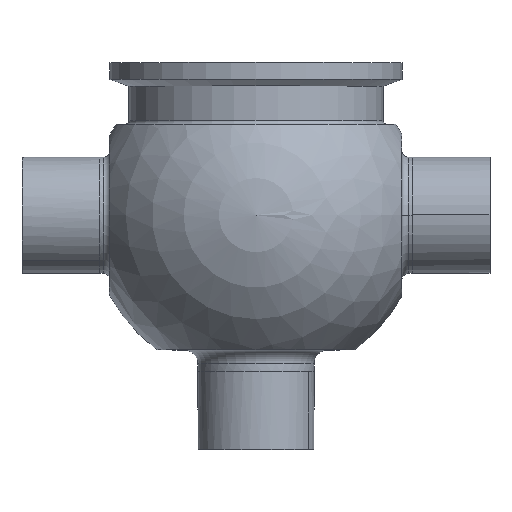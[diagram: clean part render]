
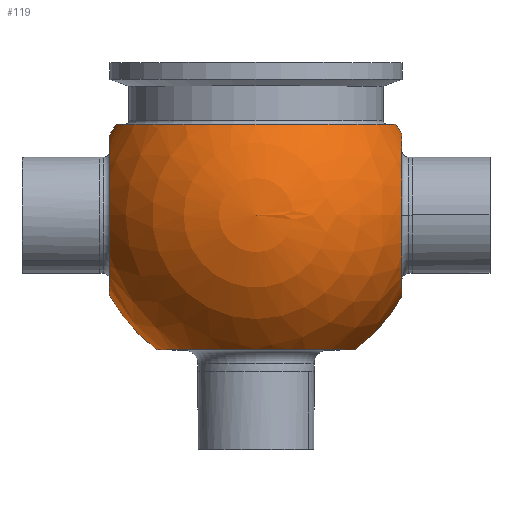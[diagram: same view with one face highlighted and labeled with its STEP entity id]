
A CAD part, top view. The second image highlights one B-rep face of the part: STEP entity #119.
In plain terms, the highlighted spherical face has radius 36.5 mm.
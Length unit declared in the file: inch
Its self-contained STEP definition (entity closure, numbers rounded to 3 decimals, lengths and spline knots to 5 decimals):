
#19 = SPHERICAL_SURFACE ( 'NONE', #229, 1.437 ) ;
#50 = CARTESIAN_POINT ( 'NONE',  ( 1.20364, 0.785, 0. ) ) ;
#57 = AXIS2_PLACEMENT_3D ( 'NONE', #193, #188, #186 ) ;
#72 = CARTESIAN_POINT ( 'NONE',  ( -1.2616, -0.688, 0. ) ) ;
#73 = CARTESIAN_POINT ( 'NONE',  ( -0.85088, -1.158, 0. ) ) ;
#75 = ORIENTED_EDGE ( 'NONE', *, *, #447, .F. ) ;
#119 = ADVANCED_FACE ( 'NONE', ( #1041 ), #19, .T. ) ;
#126 = CIRCLE ( 'NONE', #57, 1.437 ) ;
#132 = CARTESIAN_POINT ( 'NONE',  ( -1.20364, 0.785, 0. ) ) ;
#134 = ORIENTED_EDGE ( 'NONE', *, *, #425, .F. ) ;
#135 = AXIS2_PLACEMENT_3D ( 'NONE', #993, #387, #905 ) ;
#186 = DIRECTION ( 'NONE',  ( -1., 0., 0. ) ) ;
#188 = DIRECTION ( 'NONE',  ( 0., 0., -1. ) ) ;
#193 = CARTESIAN_POINT ( 'NONE',  ( 0., 0., 0. ) ) ;
#206 = AXIS2_PLACEMENT_3D ( 'NONE', #788, #780, #779 ) ;
#213 = EDGE_CURVE ( 'NONE', #1072, #757, #724, .T. ) ;
#229 = AXIS2_PLACEMENT_3D ( 'NONE', #1095, #1052, #1043 ) ;
#255 = VERTEX_POINT ( 'NONE', #877 ) ;
#263 = DIRECTION ( 'NONE',  ( 0., 1., 0. ) ) ;
#314 = EDGE_CURVE ( 'NONE', #359, #466, #591, .T. ) ;
#348 = ORIENTED_EDGE ( 'NONE', *, *, #862, .T. ) ;
#359 = VERTEX_POINT ( 'NONE', #762 ) ;
#387 = DIRECTION ( 'NONE',  ( -1., 0., 0. ) ) ;
#397 = CIRCLE ( 'NONE', #1107, 1.437 ) ;
#425 = EDGE_CURVE ( 'NONE', #731, #745, #482, .T. ) ;
#427 = DIRECTION ( 'NONE',  ( 0., 0., 1. ) ) ;
#447 = EDGE_CURVE ( 'NONE', #745, #950, #495, .T. ) ;
#466 = VERTEX_POINT ( 'NONE', #570 ) ;
#474 = ORIENTED_EDGE ( 'NONE', *, *, #1103, .T. ) ;
#482 = CIRCLE ( 'NONE', #611, 1.437 ) ;
#495 = CIRCLE ( 'NONE', #864, 0.688 ) ;
#502 = CARTESIAN_POINT ( 'NONE',  ( -1.2616, 0.688, 0. ) ) ;
#570 = CARTESIAN_POINT ( 'NONE',  ( 1.255, -0.69996, 0. ) ) ;
#586 = DIRECTION ( 'NONE',  ( 0., 1., 0. ) ) ;
#588 = DIRECTION ( 'NONE',  ( -1., 0., 0. ) ) ;
#590 = CARTESIAN_POINT ( 'NONE',  ( -1.2616, 0., 0. ) ) ;
#591 = CIRCLE ( 'NONE', #206, 1.437 ) ;
#595 = EDGE_LOOP ( 'NONE', ( #134, #948, #1128, #474, #348, #930, #785, #75 ) ) ;
#610 = DIRECTION ( 'NONE',  ( -1., 0., 0. ) ) ;
#611 = AXIS2_PLACEMENT_3D ( 'NONE', #617, #612, #610 ) ;
#612 = DIRECTION ( 'NONE',  ( 0., 0., -1. ) ) ;
#617 = CARTESIAN_POINT ( 'NONE',  ( 0., 0., 0. ) ) ;
#628 = CIRCLE ( 'NONE', #135, 0.69996 ) ;
#652 = EDGE_CURVE ( 'NONE', #950, #1072, #126, .T. ) ;
#724 = CIRCLE ( 'NONE', #869, 1.20364 ) ;
#731 = VERTEX_POINT ( 'NONE', #73 ) ;
#745 = VERTEX_POINT ( 'NONE', #72 ) ;
#757 = VERTEX_POINT ( 'NONE', #50 ) ;
#762 = CARTESIAN_POINT ( 'NONE',  ( 0.85088, -1.158, 0. ) ) ;
#777 = DIRECTION ( 'NONE',  ( -1., 0., 0. ) ) ;
#779 = DIRECTION ( 'NONE',  ( 1., 0., 0. ) ) ;
#780 = DIRECTION ( 'NONE',  ( 0., 0., 1. ) ) ;
#785 = ORIENTED_EDGE ( 'NONE', *, *, #652, .F. ) ;
#788 = CARTESIAN_POINT ( 'NONE',  ( 0., 0., 0. ) ) ;
#814 = EDGE_CURVE ( 'NONE', #731, #359, #1051, .T. ) ;
#862 = EDGE_CURVE ( 'NONE', #255, #757, #397, .T. ) ;
#864 = AXIS2_PLACEMENT_3D ( 'NONE', #590, #588, #586 ) ;
#867 = CARTESIAN_POINT ( 'NONE',  ( 0., -1.158, 0. ) ) ;
#869 = AXIS2_PLACEMENT_3D ( 'NONE', #913, #910, #908 ) ;
#876 = AXIS2_PLACEMENT_3D ( 'NONE', #867, #263, #777 ) ;
#877 = CARTESIAN_POINT ( 'NONE',  ( 1.255, 0.69996, 0. ) ) ;
#905 = DIRECTION ( 'NONE',  ( 0., 0., 1. ) ) ;
#908 = DIRECTION ( 'NONE',  ( -1., 0., 0. ) ) ;
#910 = DIRECTION ( 'NONE',  ( 0., 1., 0. ) ) ;
#913 = CARTESIAN_POINT ( 'NONE',  ( 0., 0.785, 0. ) ) ;
#930 = ORIENTED_EDGE ( 'NONE', *, *, #213, .F. ) ;
#948 = ORIENTED_EDGE ( 'NONE', *, *, #814, .T. ) ;
#950 = VERTEX_POINT ( 'NONE', #502 ) ;
#993 = CARTESIAN_POINT ( 'NONE',  ( 1.255, 0., 0. ) ) ;
#1027 = DIRECTION ( 'NONE',  ( 1., 0., 0. ) ) ;
#1041 = FACE_OUTER_BOUND ( 'NONE', #595, .T. ) ;
#1043 = DIRECTION ( 'NONE',  ( 1., 0., 0. ) ) ;
#1051 = CIRCLE ( 'NONE', #876, 0.85088 ) ;
#1052 = DIRECTION ( 'NONE',  ( 0., 0., -1. ) ) ;
#1072 = VERTEX_POINT ( 'NONE', #132 ) ;
#1095 = CARTESIAN_POINT ( 'NONE',  ( 0., 0., 0. ) ) ;
#1103 = EDGE_CURVE ( 'NONE', #466, #255, #628, .T. ) ;
#1107 = AXIS2_PLACEMENT_3D ( 'NONE', #1120, #427, #1027 ) ;
#1120 = CARTESIAN_POINT ( 'NONE',  ( 0., 0., 0. ) ) ;
#1128 = ORIENTED_EDGE ( 'NONE', *, *, #314, .T. ) ;
